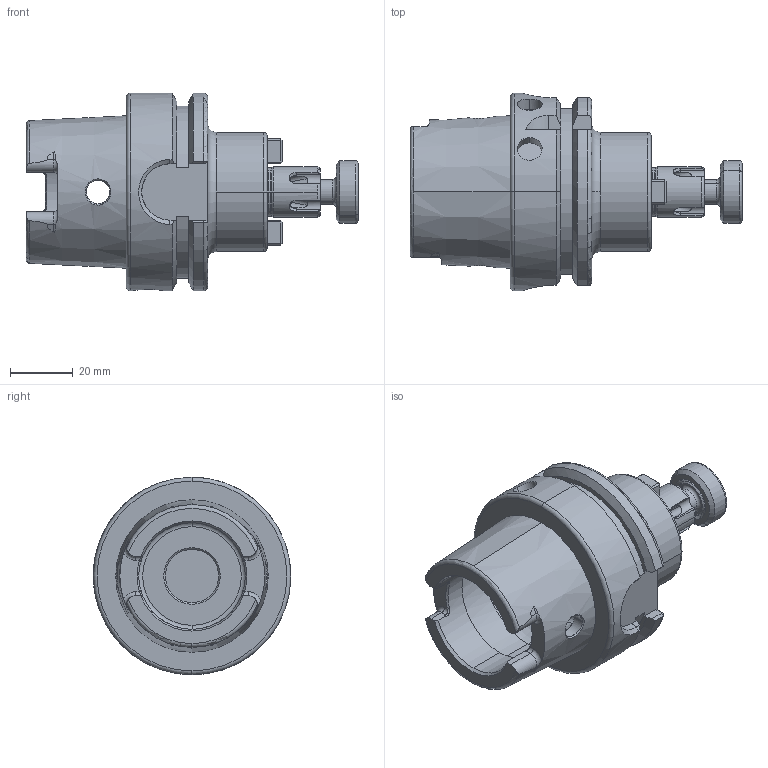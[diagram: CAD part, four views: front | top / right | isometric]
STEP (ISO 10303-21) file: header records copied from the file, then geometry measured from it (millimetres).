
FILE_DESCRIPTION (( 'STEP AP203' ), '1' );
FILE_NAME ('FWA063H-SMX16045.STEP', '2024-09-06T09:38:44', ( '' ), ( '' ), 'SwSTEP 2.0', 'SolidWorks 2024', '' );
FILE_SCHEMA (( 'CONFIG_CONTROL_DESIGN' ));
Length unit declared in the file: millimetre
Products named in the file (6): HSKA63SMX16045WW; FWA063H-SMX16045; CCS-M8-16; PLUG KEY 08-16; CCS-M8-16-1; CCS-M8-16-2
Assembly tree (6 placements, depth 3):
  FWA063H-SMX16045
    HSKA63SMX16045WW
    CCS-M8-16
      CCS-M8-16-1
      CCS-M8-16-2
    PLUG KEY 08-16  x2
Bounding box: 105.95 x 63 x 63 mm (x, y, z)
Volume: 107409.6 mm3; surface area: 29805.9 mm2
Topology: 5 solids, 5 shells, 353 faces, 893 edges, 552 vertices
Faces by surface type: plane 117, cylinder 99, cone 67, torus 48, bspline 14, sphere 8
Entity records: 12211 total; most frequent: CARTESIAN_POINT 4142, ORIENTED_EDGE 1586, DIRECTION 1534, EDGE_CURVE 793, AXIS2_PLACEMENT_3D 623, VERTEX_POINT 494, EDGE_LOOP 339, ADVANCED_FACE 316
